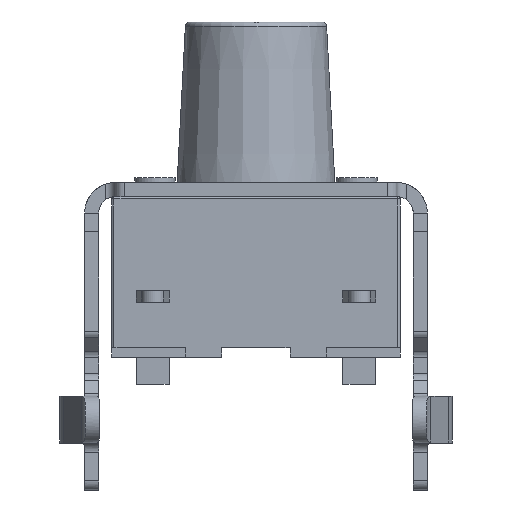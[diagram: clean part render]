
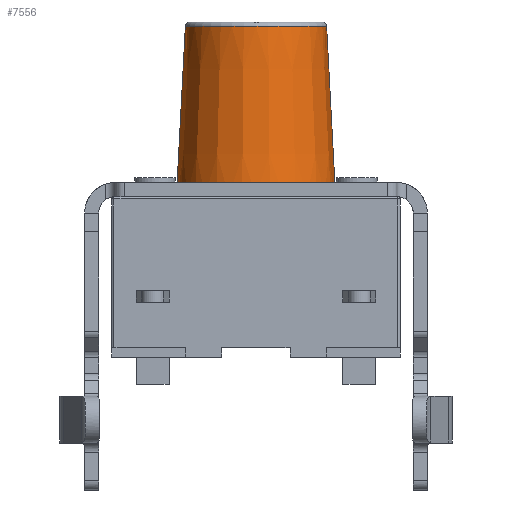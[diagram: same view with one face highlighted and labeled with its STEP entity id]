
A CAD part, front view. The second image highlights one B-rep face of the part: STEP entity #7556.
In plain terms, the highlighted conical face has half-angle 3.001 degrees and reference radius 1.5 mm.
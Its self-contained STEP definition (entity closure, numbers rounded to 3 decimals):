
#3349 = CARTESIAN_POINT ( 'NONE',  ( 1.695, 4., 2.25 ) ) ;
#3419 = CARTESIAN_POINT ( 'NONE',  ( 1.505, 4., 5.875 ) ) ;
#3420 = CARTESIAN_POINT ( 'NONE',  ( -1.505, 4., 5.875 ) ) ;
#3516 = DIRECTION ( 'NONE',  ( -0.052, 0., -0.999 ) ) ;
#3517 = VECTOR ( 'NONE', #3516, 1000. ) ;
#3518 = CARTESIAN_POINT ( 'NONE',  ( -1.5, 4., 5.97 ) ) ;
#3519 = LINE ( 'NONE', #3518, #3517 ) ;
#3520 = CARTESIAN_POINT ( 'NONE',  ( -1.695, 4., 2.25 ) ) ;
#3526 = DIRECTION ( 'NONE',  ( 0.052, 0., -0.999 ) ) ;
#3527 = VECTOR ( 'NONE', #3526, 1000. ) ;
#3528 = CARTESIAN_POINT ( 'NONE',  ( 1.5, 4., 5.97 ) ) ;
#3529 = LINE ( 'NONE', #3528, #3527 ) ;
#3550 = DIRECTION ( 'NONE',  ( 1., 0., 0. ) ) ;
#3551 = DIRECTION ( 'NONE',  ( 0., 0., 1. ) ) ;
#3552 = CARTESIAN_POINT ( 'NONE',  ( 0., 4., 2.25 ) ) ;
#3553 = AXIS2_PLACEMENT_3D ( 'NONE', #3552, #3551, #3550 ) ;
#3559 = CIRCLE ( 'NONE', #3553, 1.695 ) ;
#3688 = CARTESIAN_POINT ( 'NONE',  ( 0., 4., 5.97 ) ) ;
#3689 = AXIS2_PLACEMENT_3D ( 'NONE', #3688, #3746, #3745 ) ;
#3690 = CONICAL_SURFACE ( 'NONE', #3689, 1.5, 0.052 ) ;
#3705 = FACE_OUTER_BOUND ( 'NONE', #7557, .T. ) ;
#3741 = DIRECTION ( 'NONE',  ( 1., 0., 0. ) ) ;
#3742 = DIRECTION ( 'NONE',  ( 0., 0., -1. ) ) ;
#3743 = CARTESIAN_POINT ( 'NONE',  ( 0., 4., 5.875 ) ) ;
#3744 = AXIS2_PLACEMENT_3D ( 'NONE', #3743, #3742, #3741 ) ;
#3745 = DIRECTION ( 'NONE',  ( -1., 0., 0. ) ) ;
#3746 = DIRECTION ( 'NONE',  ( 0., 0., -1. ) ) ;
#3747 = CIRCLE ( 'NONE', #3744, 1.505 ) ;
#7450 = VERTEX_POINT ( 'NONE', #3349 ) ;
#7464 = VERTEX_POINT ( 'NONE', #3420 ) ;
#7465 = VERTEX_POINT ( 'NONE', #3419 ) ;
#7504 = EDGE_CURVE ( 'NONE', #7465, #7450, #3529, .T. ) ;
#7507 = VERTEX_POINT ( 'NONE', #3520 ) ;
#7509 = EDGE_CURVE ( 'NONE', #7464, #7507, #3519, .T. ) ;
#7513 = EDGE_CURVE ( 'NONE', #7507, #7450, #3559, .T. ) ;
#7556 = ADVANCED_FACE ( 'NONE', ( #3705 ), #3690, .T. ) ;
#7557 = EDGE_LOOP ( 'NONE', ( #7558, #7559, #7616, #7617 ) ) ;
#7558 = ORIENTED_EDGE ( 'NONE', *, *, #7504, .F. ) ;
#7559 = ORIENTED_EDGE ( 'NONE', *, *, #7560, .T. ) ;
#7560 = EDGE_CURVE ( 'NONE', #7465, #7464, #3747, .T. ) ;
#7616 = ORIENTED_EDGE ( 'NONE', *, *, #7509, .T. ) ;
#7617 = ORIENTED_EDGE ( 'NONE', *, *, #7513, .T. ) ;
